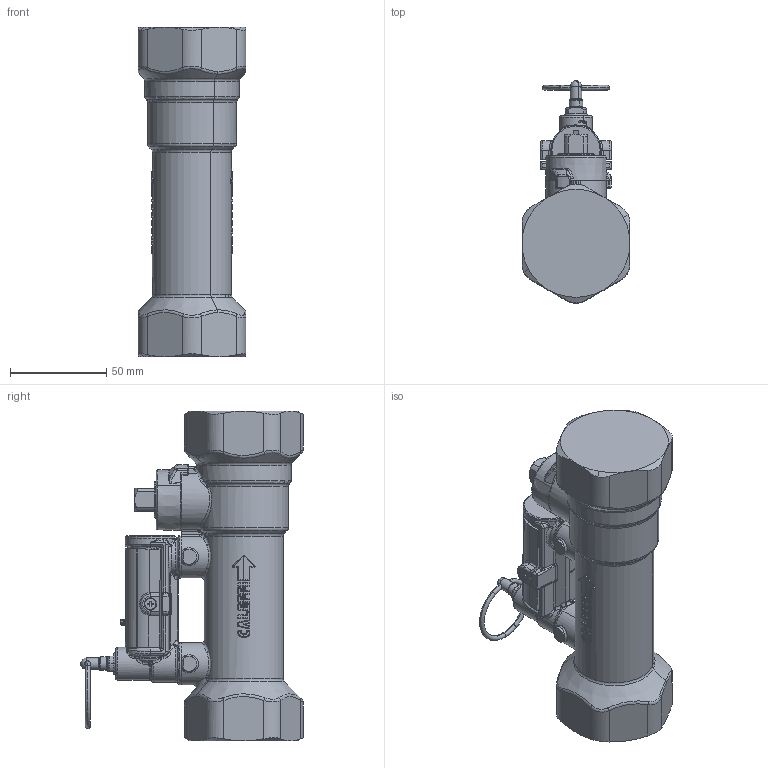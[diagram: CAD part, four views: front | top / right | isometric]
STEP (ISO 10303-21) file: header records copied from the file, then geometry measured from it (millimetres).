
FILE_DESCRIPTION(('CATIA V5 STEP Exchange','CAx-IF Rec.Pracs.--- Model Styling and Organization---1.4--- 2014-01-23','CAx-IF Rec.Pracs.---3D Tessellated Data Validation Properties---0.5---2014-09-14'),'2;1');
FILE_NAME('STEP_132802_-_TST.stp','2020-11-13T15:55:48+00:00',('none'),('none'),'CATIA Version 5-6 Release 2019 SP3','CATIA V5 STEP AP242 v1','none');
FILE_SCHEMA(('AP242_MANAGED_MODEL_BASED_3D_ENGINEERING_MIM_LF {1 0 10303 442 1 1 4}'));
Products named in the file (1): 132802 - TST
Bounding box: 56 x 115.33 x 171 mm (x, y, z)
Volume: 385529 mm3; surface area: 54804.5 mm2
Topology: 3 solids, 3 shells, 1942 faces, 4723 edges, 2624 vertices
Faces by surface type: cylinder 584, bspline 540, plane 356, torus 214, sphere 148, cone 100
Entity records: 84513 total; most frequent: CARTESIAN_POINT 46440, ORIENTED_EDGE 9078, DIRECTION 4699, EDGE_CURVE 4539, VERTEX_POINT 2624, AXIS2_PLACEMENT_3D 2361, B_SPLINE_CURVE_WITH_KNOTS 2008, EDGE_LOOP 1987
